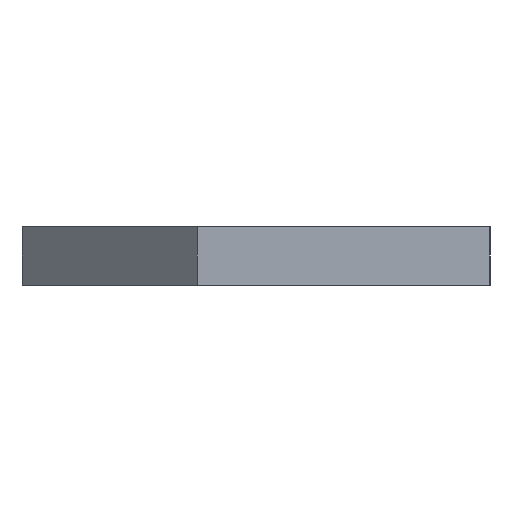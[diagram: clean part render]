
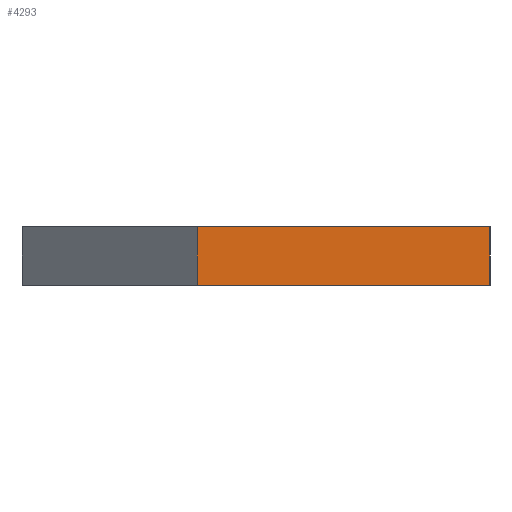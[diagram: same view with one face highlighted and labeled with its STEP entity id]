
A CAD part, left-side view. The second image highlights one B-rep face of the part: STEP entity #4293.
In plain terms, the highlighted planar face has unit normal (-1, 0, 0).
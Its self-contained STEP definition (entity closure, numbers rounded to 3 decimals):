
#72 = PLANE('',#73);
#73 = AXIS2_PLACEMENT_3D('',#74,#75,#76);
#74 = CARTESIAN_POINT('',(5.,-5.,2.5));
#75 = DIRECTION('',(-0.,-0.,1.));
#76 = DIRECTION('',(1.,0.,0.));
#126 = PLANE('',#127);
#127 = AXIS2_PLACEMENT_3D('',#128,#129,#130);
#128 = CARTESIAN_POINT('',(5.,-5.,0.));
#129 = DIRECTION('',(-0.,-0.,1.));
#130 = DIRECTION('',(1.,0.,0.));
#181 = PLANE('',#182);
#182 = AXIS2_PLACEMENT_3D('',#183,#184,#185);
#183 = CARTESIAN_POINT('',(-2.5,0.,0.));
#184 = DIRECTION('',(0.707,-0.707,0.));
#185 = DIRECTION('',(-0.707,-0.707,0.));
#380 = VERTEX_POINT('',#381);
#381 = CARTESIAN_POINT('',(-10.,-7.5,0.));
#989 = VERTEX_POINT('',#990);
#990 = CARTESIAN_POINT('',(-10.,-20.,0.));
#1004 = PLANE('',#1005);
#1005 = AXIS2_PLACEMENT_3D('',#1006,#1007,#1008);
#1006 = CARTESIAN_POINT('',(-10.,-20.,0.));
#1007 = DIRECTION('',(0.,1.,0.));
#1008 = DIRECTION('',(0.,0.,1.));
#1016 = EDGE_CURVE('',#989,#380,#1017,.T.);
#1017 = SURFACE_CURVE('',#1018,(#1022,#1029),.PCURVE_S1.);
#1018 = LINE('',#1019,#1020);
#1019 = CARTESIAN_POINT('',(-10.,-20.,0.));
#1020 = VECTOR('',#1021,1.);
#1021 = DIRECTION('',(0.,1.,0.));
#1022 = PCURVE('',#126,#1023);
#1023 = DEFINITIONAL_REPRESENTATION('',(#1024),#1028);
#1024 = LINE('',#1025,#1026);
#1025 = CARTESIAN_POINT('',(-15.,-15.));
#1026 = VECTOR('',#1027,1.);
#1027 = DIRECTION('',(0.,1.));
#1028 = ( GEOMETRIC_REPRESENTATION_CONTEXT(2) 
PARAMETRIC_REPRESENTATION_CONTEXT() REPRESENTATION_CONTEXT('2D SPACE',''
  ) );
#1029 = PCURVE('',#1030,#1035);
#1030 = PLANE('',#1031);
#1031 = AXIS2_PLACEMENT_3D('',#1032,#1033,#1034);
#1032 = CARTESIAN_POINT('',(-10.,-7.5,0.));
#1033 = DIRECTION('',(1.,0.,-0.));
#1034 = DIRECTION('',(0.,-1.,0.));
#1035 = DEFINITIONAL_REPRESENTATION('',(#1036),#1040);
#1036 = LINE('',#1037,#1038);
#1037 = CARTESIAN_POINT('',(12.5,0.));
#1038 = VECTOR('',#1039,1.);
#1039 = DIRECTION('',(-1.,0.));
#1040 = ( GEOMETRIC_REPRESENTATION_CONTEXT(2) 
PARAMETRIC_REPRESENTATION_CONTEXT() REPRESENTATION_CONTEXT('2D SPACE',''
  ) );
#2214 = EDGE_CURVE('',#2215,#2217,#2219,.T.);
#2215 = VERTEX_POINT('',#2216);
#2216 = CARTESIAN_POINT('',(-10.,-7.5,2.5));
#2217 = VERTEX_POINT('',#2218);
#2218 = CARTESIAN_POINT('',(-10.,-20.,2.5));
#2219 = SURFACE_CURVE('',#2220,(#2224,#2231),.PCURVE_S1.);
#2220 = LINE('',#2221,#2222);
#2221 = CARTESIAN_POINT('',(-10.,-7.5,2.5));
#2222 = VECTOR('',#2223,1.);
#2223 = DIRECTION('',(0.,-1.,0.));
#2224 = PCURVE('',#72,#2225);
#2225 = DEFINITIONAL_REPRESENTATION('',(#2226),#2230);
#2226 = LINE('',#2227,#2228);
#2227 = CARTESIAN_POINT('',(-15.,-2.5));
#2228 = VECTOR('',#2229,1.);
#2229 = DIRECTION('',(-0.,-1.));
#2230 = ( GEOMETRIC_REPRESENTATION_CONTEXT(2) 
PARAMETRIC_REPRESENTATION_CONTEXT() REPRESENTATION_CONTEXT('2D SPACE',''
  ) );
#2231 = PCURVE('',#1030,#2232);
#2232 = DEFINITIONAL_REPRESENTATION('',(#2233),#2237);
#2233 = LINE('',#2234,#2235);
#2234 = CARTESIAN_POINT('',(0.,-2.5));
#2235 = VECTOR('',#2236,1.);
#2236 = DIRECTION('',(1.,0.));
#2237 = ( GEOMETRIC_REPRESENTATION_CONTEXT(2) 
PARAMETRIC_REPRESENTATION_CONTEXT() REPRESENTATION_CONTEXT('2D SPACE',''
  ) );
#3685 = EDGE_CURVE('',#380,#2215,#3686,.T.);
#3686 = SURFACE_CURVE('',#3687,(#3691,#3698),.PCURVE_S1.);
#3687 = LINE('',#3688,#3689);
#3688 = CARTESIAN_POINT('',(-10.,-7.5,0.));
#3689 = VECTOR('',#3690,1.);
#3690 = DIRECTION('',(0.,0.,1.));
#3691 = PCURVE('',#181,#3692);
#3692 = DEFINITIONAL_REPRESENTATION('',(#3693),#3697);
#3693 = LINE('',#3694,#3695);
#3694 = CARTESIAN_POINT('',(10.607,0.));
#3695 = VECTOR('',#3696,1.);
#3696 = DIRECTION('',(0.,-1.));
#3697 = ( GEOMETRIC_REPRESENTATION_CONTEXT(2) 
PARAMETRIC_REPRESENTATION_CONTEXT() REPRESENTATION_CONTEXT('2D SPACE',''
  ) );
#3698 = PCURVE('',#1030,#3699);
#3699 = DEFINITIONAL_REPRESENTATION('',(#3700),#3704);
#3700 = LINE('',#3701,#3702);
#3701 = CARTESIAN_POINT('',(0.,0.));
#3702 = VECTOR('',#3703,1.);
#3703 = DIRECTION('',(0.,-1.));
#3704 = ( GEOMETRIC_REPRESENTATION_CONTEXT(2) 
PARAMETRIC_REPRESENTATION_CONTEXT() REPRESENTATION_CONTEXT('2D SPACE',''
  ) );
#4250 = EDGE_CURVE('',#989,#2217,#4251,.T.);
#4251 = SURFACE_CURVE('',#4252,(#4256,#4263),.PCURVE_S1.);
#4252 = LINE('',#4253,#4254);
#4253 = CARTESIAN_POINT('',(-10.,-20.,0.));
#4254 = VECTOR('',#4255,1.);
#4255 = DIRECTION('',(0.,0.,1.));
#4256 = PCURVE('',#1004,#4257);
#4257 = DEFINITIONAL_REPRESENTATION('',(#4258),#4262);
#4258 = LINE('',#4259,#4260);
#4259 = CARTESIAN_POINT('',(0.,0.));
#4260 = VECTOR('',#4261,1.);
#4261 = DIRECTION('',(1.,0.));
#4262 = ( GEOMETRIC_REPRESENTATION_CONTEXT(2) 
PARAMETRIC_REPRESENTATION_CONTEXT() REPRESENTATION_CONTEXT('2D SPACE',''
  ) );
#4263 = PCURVE('',#1030,#4264);
#4264 = DEFINITIONAL_REPRESENTATION('',(#4265),#4269);
#4265 = LINE('',#4266,#4267);
#4266 = CARTESIAN_POINT('',(12.5,0.));
#4267 = VECTOR('',#4268,1.);
#4268 = DIRECTION('',(0.,-1.));
#4269 = ( GEOMETRIC_REPRESENTATION_CONTEXT(2) 
PARAMETRIC_REPRESENTATION_CONTEXT() REPRESENTATION_CONTEXT('2D SPACE',''
  ) );
#4293 = ADVANCED_FACE('',(#4294),#1030,.F.);
#4294 = FACE_BOUND('',#4295,.F.);
#4295 = EDGE_LOOP('',(#4296,#4297,#4298,#4299));
#4296 = ORIENTED_EDGE('',*,*,#3685,.T.);
#4297 = ORIENTED_EDGE('',*,*,#2214,.T.);
#4298 = ORIENTED_EDGE('',*,*,#4250,.F.);
#4299 = ORIENTED_EDGE('',*,*,#1016,.T.);
